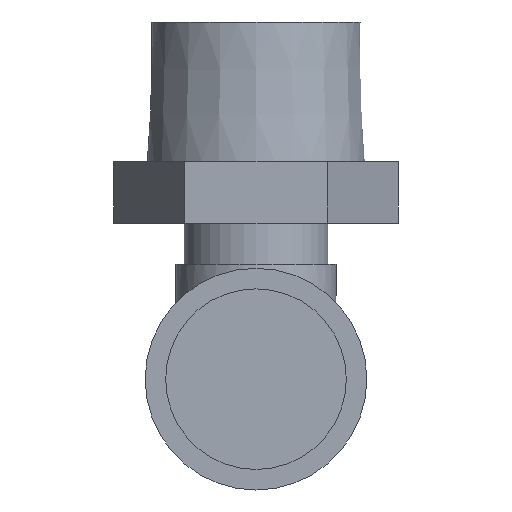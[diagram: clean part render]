
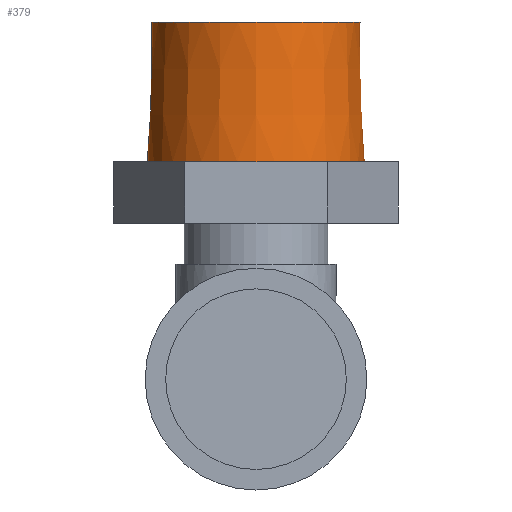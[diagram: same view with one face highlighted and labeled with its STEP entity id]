
A CAD part, front view. The second image highlights one B-rep face of the part: STEP entity #379.
In plain terms, the highlighted conical face has half-angle 1.79 degrees and reference radius 13.335 mm.
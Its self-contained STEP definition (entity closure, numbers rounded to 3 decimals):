
#68=CONICAL_SURFACE('',#551,13.335,0.031);
#146=ORIENTED_EDGE('',*,*,#168,.F.);
#147=ORIENTED_EDGE('',*,*,#191,.T.);
#168=EDGE_CURVE('',#206,#206,#237,.T.);
#191=EDGE_CURVE('',#223,#223,#242,.F.);
#206=VERTEX_POINT('',#968);
#223=VERTEX_POINT('',#1017);
#237=CIRCLE('',#536,12.705);
#242=CIRCLE('',#550,13.236);
#283=EDGE_LOOP('',(#146));
#284=EDGE_LOOP('',(#147));
#331=FACE_BOUND('',#283,.T.);
#332=FACE_BOUND('',#284,.T.);
#379=ADVANCED_FACE('',(#331,#332),#68,.T.);
#536=AXIS2_PLACEMENT_3D('',#967,#613,#614);
#550=AXIS2_PLACEMENT_3D('',#1016,#659,#660);
#551=AXIS2_PLACEMENT_3D('',#1018,#661,#662);
#613=DIRECTION('',(0.,-1.,0.));
#614=DIRECTION('',(0.,0.,-1.));
#659=DIRECTION('',(0.,1.,0.));
#660=DIRECTION('',(0.,0.,1.));
#661=DIRECTION('',(0.,1.,0.));
#662=DIRECTION('',(0.,0.,1.));
#967=CARTESIAN_POINT('',(0.,-17.,0.));
#968=CARTESIAN_POINT('',(0.,-17.,-12.705));
#1016=CARTESIAN_POINT('',(0.,0.,0.));
#1017=CARTESIAN_POINT('',(0.,0.,13.236));
#1018=CARTESIAN_POINT('',(0.,3.155,0.));
